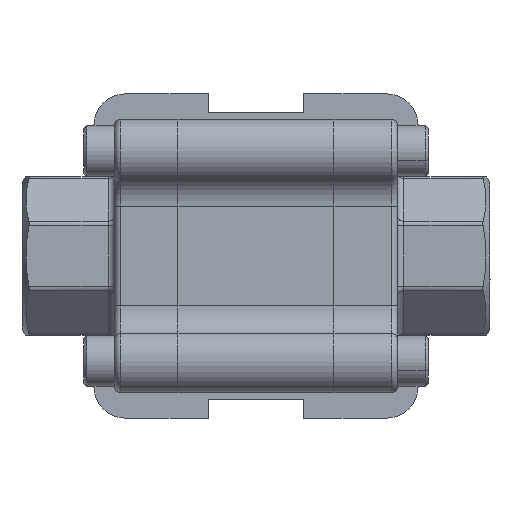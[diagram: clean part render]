
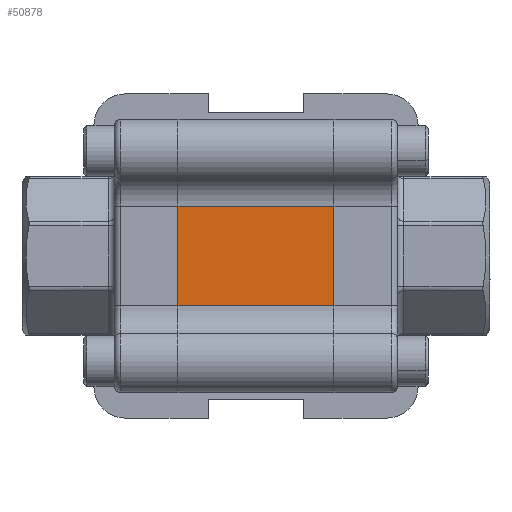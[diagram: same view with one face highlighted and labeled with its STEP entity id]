
A CAD part, front view. The second image highlights one B-rep face of the part: STEP entity #50878.
In plain terms, the highlighted planar face has unit normal (0, -1, 0).
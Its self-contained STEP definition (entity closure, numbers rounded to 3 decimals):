
#5744 = ORIENTED_EDGE ( 'NONE', *, *, #60979, .T. ) ;
#11929 = VERTEX_POINT ( 'NONE', #22023 ) ;
#14561 = DIRECTION ( 'NONE',  ( -1., 0., 0. ) ) ;
#14643 = CARTESIAN_POINT ( 'NONE',  ( 73.078, -16.5, 7.84 ) ) ;
#15072 = CARTESIAN_POINT ( 'NONE',  ( 73.078, -16.5, 7.84 ) ) ;
#19780 = CARTESIAN_POINT ( 'NONE',  ( -12.267, -16.5, 7.84 ) ) ;
#22023 = CARTESIAN_POINT ( 'NONE',  ( 12.267, -16.5, -7.84 ) ) ;
#30894 = PLANE ( 'NONE',  #79588 ) ;
#31554 = CARTESIAN_POINT ( 'NONE',  ( 12.267, -16.5, 7.84 ) ) ;
#33881 = DIRECTION ( 'NONE',  ( 0., 0., -1. ) ) ;
#40206 = CARTESIAN_POINT ( 'NONE',  ( 73.078, -16.5, -7.84 ) ) ;
#42597 = ORIENTED_EDGE ( 'NONE', *, *, #89090, .F. ) ;
#47029 = DIRECTION ( 'NONE',  ( -1., 0., 0. ) ) ;
#50878 = ADVANCED_FACE ( 'NONE', ( #70683 ), #30894, .F. ) ;
#51923 = ORIENTED_EDGE ( 'NONE', *, *, #93546, .T. ) ;
#55344 = VECTOR ( 'NONE', #58315, 1000. ) ;
#58315 = DIRECTION ( 'NONE',  ( 0., 0., -1. ) ) ;
#60979 = EDGE_CURVE ( 'NONE', #90666, #66851, #97638, .T. ) ;
#62842 = DIRECTION ( 'NONE',  ( 0., 1., 0. ) ) ;
#63448 = VECTOR ( 'NONE', #47029, 1000. ) ;
#64296 = LINE ( 'NONE', #40206, #88439 ) ;
#64631 = ORIENTED_EDGE ( 'NONE', *, *, #64927, .F. ) ;
#64927 = EDGE_CURVE ( 'NONE', #87571, #11929, #65306, .T. ) ;
#65306 = LINE ( 'NONE', #90443, #75222 ) ;
#66851 = VERTEX_POINT ( 'NONE', #72038 ) ;
#70683 = FACE_OUTER_BOUND ( 'NONE', #86787, .T. ) ;
#72038 = CARTESIAN_POINT ( 'NONE',  ( -12.267, -16.5, -7.84 ) ) ;
#75222 = VECTOR ( 'NONE', #33881, 1000. ) ;
#79588 = AXIS2_PLACEMENT_3D ( 'NONE', #14643, #62842, #101612 ) ;
#83960 = CARTESIAN_POINT ( 'NONE',  ( -12.267, -16.5, 7.84 ) ) ;
#86787 = EDGE_LOOP ( 'NONE', ( #64631, #51923, #5744, #42597 ) ) ;
#86844 = LINE ( 'NONE', #15072, #63448 ) ;
#87571 = VERTEX_POINT ( 'NONE', #31554 ) ;
#88439 = VECTOR ( 'NONE', #14561, 1000. ) ;
#89090 = EDGE_CURVE ( 'NONE', #11929, #66851, #64296, .T. ) ;
#90443 = CARTESIAN_POINT ( 'NONE',  ( 12.267, -16.5, 7.84 ) ) ;
#90666 = VERTEX_POINT ( 'NONE', #19780 ) ;
#93546 = EDGE_CURVE ( 'NONE', #87571, #90666, #86844, .T. ) ;
#97638 = LINE ( 'NONE', #83960, #55344 ) ;
#101612 = DIRECTION ( 'NONE',  ( 0., 0., 1. ) ) ;
